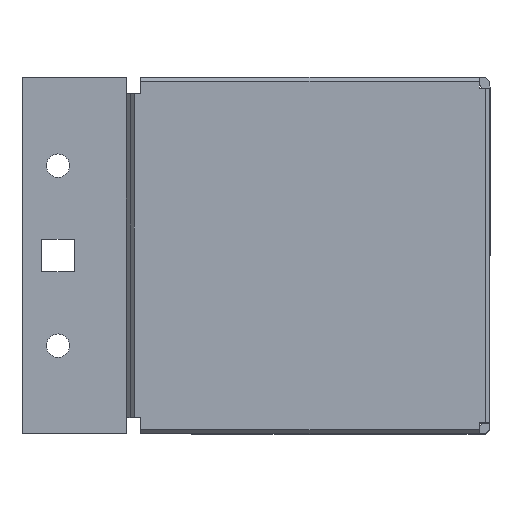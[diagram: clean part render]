
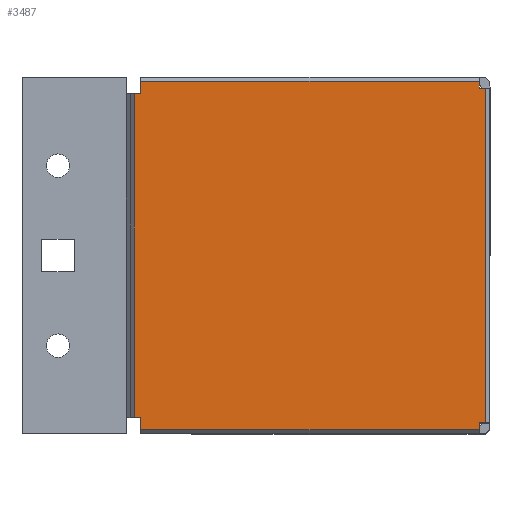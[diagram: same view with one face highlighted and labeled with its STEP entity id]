
A CAD part, top view. The second image highlights one B-rep face of the part: STEP entity #3487.
In plain terms, the highlighted planar face has unit normal (0, 0, 1).
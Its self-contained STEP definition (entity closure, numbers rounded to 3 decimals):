
#51 = LINE ( 'NONE', #3352, #2994 ) ;
#174 = CARTESIAN_POINT ( 'NONE',  ( -97., 49.5, 0. ) ) ;
#182 = DIRECTION ( 'NONE',  ( -1., 0., 0. ) ) ;
#203 = VERTEX_POINT ( 'NONE', #442 ) ;
#246 = ORIENTED_EDGE ( 'NONE', *, *, #1667, .T. ) ;
#254 = VECTOR ( 'NONE', #440, 1000. ) ;
#262 = LINE ( 'NONE', #609, #2736 ) ;
#288 = DIRECTION ( 'NONE',  ( 1., 0., 0. ) ) ;
#297 = DIRECTION ( 'NONE',  ( 0., 1., 0. ) ) ;
#306 = LINE ( 'NONE', #1521, #2106 ) ;
#374 = DIRECTION ( 'NONE',  ( 1., 0., 0. ) ) ;
#411 = CARTESIAN_POINT ( 'NONE',  ( -97., 49.5, 0. ) ) ;
#416 = CARTESIAN_POINT ( 'NONE',  ( -3., -46.5, 0. ) ) ;
#440 = DIRECTION ( 'NONE',  ( 0., -1., 0. ) ) ;
#442 = CARTESIAN_POINT ( 'NONE',  ( -97., -48.369, 0. ) ) ;
#447 = CARTESIAN_POINT ( 'NONE',  ( -3., -48.369, 0. ) ) ;
#465 = EDGE_CURVE ( 'NONE', #846, #1125, #2225, .T. ) ;
#485 = DIRECTION ( 'NONE',  ( 0., 1., 0. ) ) ;
#529 = DIRECTION ( 'NONE',  ( 0., -1., 0. ) ) ;
#536 = DIRECTION ( 'NONE',  ( 0., -1., 0. ) ) ;
#582 = EDGE_CURVE ( 'NONE', #3128, #1421, #1768, .T. ) ;
#592 = ORIENTED_EDGE ( 'NONE', *, *, #2563, .T. ) ;
#599 = LINE ( 'NONE', #447, #1058 ) ;
#603 = CARTESIAN_POINT ( 'NONE',  ( -97., 45., 0. ) ) ;
#609 = CARTESIAN_POINT ( 'NONE',  ( -1.131, -46.5, 0. ) ) ;
#752 = ORIENTED_EDGE ( 'NONE', *, *, #3574, .F. ) ;
#799 = ORIENTED_EDGE ( 'NONE', *, *, #3477, .T. ) ;
#802 = LINE ( 'NONE', #3698, #1815 ) ;
#820 = ORIENTED_EDGE ( 'NONE', *, *, #1215, .T. ) ;
#846 = VERTEX_POINT ( 'NONE', #3254 ) ;
#979 = CARTESIAN_POINT ( 'NONE',  ( -97., 48.369, 0. ) ) ;
#1051 = CARTESIAN_POINT ( 'NONE',  ( -3., -46.5, 0. ) ) ;
#1057 = VERTEX_POINT ( 'NONE', #979 ) ;
#1058 = VECTOR ( 'NONE', #182, 1000. ) ;
#1086 = VERTEX_POINT ( 'NONE', #3635 ) ;
#1088 = DIRECTION ( 'NONE',  ( -1., 0., 0. ) ) ;
#1119 = CARTESIAN_POINT ( 'NONE',  ( -98.869, 49.243, 0. ) ) ;
#1125 = VERTEX_POINT ( 'NONE', #1051 ) ;
#1126 = VECTOR ( 'NONE', #374, 1000. ) ;
#1155 = CARTESIAN_POINT ( 'NONE',  ( -97., -45., 0. ) ) ;
#1215 = EDGE_CURVE ( 'NONE', #2238, #1086, #1836, .T. ) ;
#1395 = ORIENTED_EDGE ( 'NONE', *, *, #1569, .F. ) ;
#1421 = VERTEX_POINT ( 'NONE', #3613 ) ;
#1509 = LINE ( 'NONE', #174, #254 ) ;
#1521 = CARTESIAN_POINT ( 'NONE',  ( -3., 48.369, 0. ) ) ;
#1569 = EDGE_CURVE ( 'NONE', #2238, #2393, #1881, .T. ) ;
#1624 = CARTESIAN_POINT ( 'NONE',  ( -98.869, 45., 0. ) ) ;
#1650 = VERTEX_POINT ( 'NONE', #1739 ) ;
#1667 = EDGE_CURVE ( 'NONE', #1650, #203, #2554, .T. ) ;
#1739 = CARTESIAN_POINT ( 'NONE',  ( -97., -45., 0. ) ) ;
#1768 = LINE ( 'NONE', #2976, #3220 ) ;
#1815 = VECTOR ( 'NONE', #288, 1000. ) ;
#1821 = DIRECTION ( 'NONE',  ( -1., 0., 0. ) ) ;
#1836 = LINE ( 'NONE', #1119, #2651 ) ;
#1881 = LINE ( 'NONE', #3207, #1126 ) ;
#1912 = EDGE_CURVE ( 'NONE', #1125, #3128, #262, .T. ) ;
#1927 = ORIENTED_EDGE ( 'NONE', *, *, #2088, .T. ) ;
#2004 = VECTOR ( 'NONE', #2578, 1000. ) ;
#2049 = FACE_OUTER_BOUND ( 'NONE', #2826, .T. ) ;
#2056 = CARTESIAN_POINT ( 'NONE',  ( -3., 46.5, 0. ) ) ;
#2088 = EDGE_CURVE ( 'NONE', #3679, #1057, #306, .T. ) ;
#2106 = VECTOR ( 'NONE', #1821, 1000. ) ;
#2131 = DIRECTION ( 'NONE',  ( 0., 1., 0. ) ) ;
#2225 = LINE ( 'NONE', #416, #3672 ) ;
#2238 = VERTEX_POINT ( 'NONE', #1624 ) ;
#2393 = VERTEX_POINT ( 'NONE', #603 ) ;
#2554 = LINE ( 'NONE', #411, #3508 ) ;
#2563 = EDGE_CURVE ( 'NONE', #1057, #2393, #1509, .T. ) ;
#2570 = AXIS2_PLACEMENT_3D ( 'NONE', #3398, #2801, #1088 ) ;
#2578 = DIRECTION ( 'NONE',  ( -1., 0., 0. ) ) ;
#2642 = VERTEX_POINT ( 'NONE', #2056 ) ;
#2643 = ORIENTED_EDGE ( 'NONE', *, *, #582, .T. ) ;
#2651 = VECTOR ( 'NONE', #536, 1000. ) ;
#2736 = VECTOR ( 'NONE', #3434, 1000. ) ;
#2738 = CARTESIAN_POINT ( 'NONE',  ( -1.131, -46.5, 0. ) ) ;
#2791 = CARTESIAN_POINT ( 'NONE',  ( -3., 48.369, 0. ) ) ;
#2801 = DIRECTION ( 'NONE',  ( 0., 0., -1. ) ) ;
#2826 = EDGE_LOOP ( 'NONE', ( #246, #752, #3174, #2899, #2643, #3454, #799, #1927, #592, #1395, #820, #3011 ) ) ;
#2899 = ORIENTED_EDGE ( 'NONE', *, *, #1912, .T. ) ;
#2976 = CARTESIAN_POINT ( 'NONE',  ( -1.131, -50.743, 0. ) ) ;
#2994 = VECTOR ( 'NONE', #297, 1000. ) ;
#3011 = ORIENTED_EDGE ( 'NONE', *, *, #3298, .F. ) ;
#3074 = PLANE ( 'NONE',  #2570 ) ;
#3128 = VERTEX_POINT ( 'NONE', #2738 ) ;
#3174 = ORIENTED_EDGE ( 'NONE', *, *, #465, .T. ) ;
#3207 = CARTESIAN_POINT ( 'NONE',  ( -97., 45., 0. ) ) ;
#3220 = VECTOR ( 'NONE', #2131, 1000. ) ;
#3254 = CARTESIAN_POINT ( 'NONE',  ( -3., -48.369, 0. ) ) ;
#3298 = EDGE_CURVE ( 'NONE', #1650, #1086, #3577, .T. ) ;
#3352 = CARTESIAN_POINT ( 'NONE',  ( -3., 48.369, 0. ) ) ;
#3398 = CARTESIAN_POINT ( 'NONE',  ( 0., 49.5, 0. ) ) ;
#3434 = DIRECTION ( 'NONE',  ( 1., 0., 0. ) ) ;
#3454 = ORIENTED_EDGE ( 'NONE', *, *, #3461, .F. ) ;
#3461 = EDGE_CURVE ( 'NONE', #2642, #1421, #802, .T. ) ;
#3477 = EDGE_CURVE ( 'NONE', #2642, #3679, #51, .T. ) ;
#3487 = ADVANCED_FACE ( 'NONE', ( #2049 ), #3074, .F. ) ;
#3508 = VECTOR ( 'NONE', #529, 1000. ) ;
#3574 = EDGE_CURVE ( 'NONE', #846, #203, #599, .T. ) ;
#3577 = LINE ( 'NONE', #1155, #2004 ) ;
#3613 = CARTESIAN_POINT ( 'NONE',  ( -1.131, 46.5, 0. ) ) ;
#3635 = CARTESIAN_POINT ( 'NONE',  ( -98.869, -45., 0. ) ) ;
#3672 = VECTOR ( 'NONE', #485, 1000. ) ;
#3679 = VERTEX_POINT ( 'NONE', #2791 ) ;
#3698 = CARTESIAN_POINT ( 'NONE',  ( -1.131, 46.5, 0. ) ) ;
